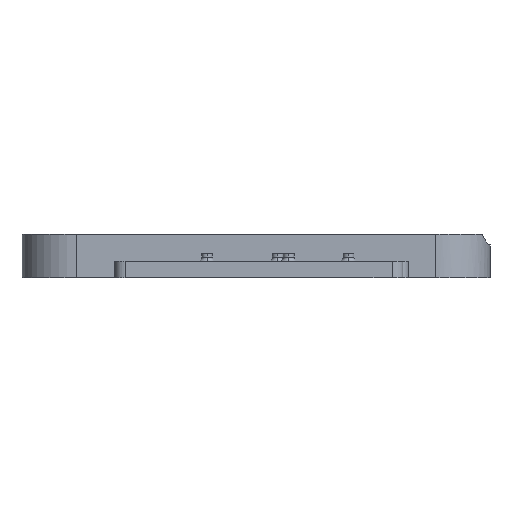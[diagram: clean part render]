
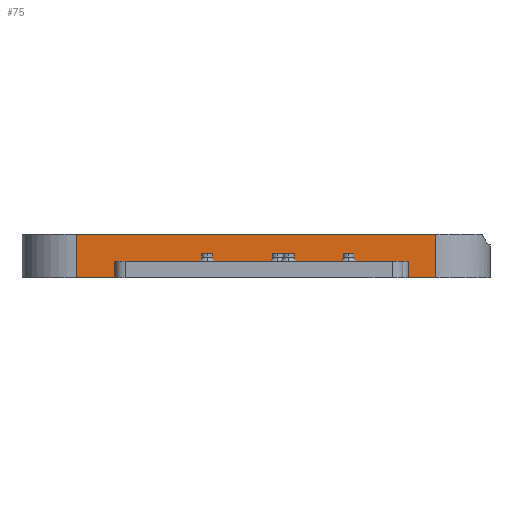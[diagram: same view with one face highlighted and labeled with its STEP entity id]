
A CAD part, left-side view. The second image highlights one B-rep face of the part: STEP entity #75.
In plain terms, the highlighted planar face has unit normal (-1, 0, 0).
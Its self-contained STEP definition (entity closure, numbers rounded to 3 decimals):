
#75=ADVANCED_FACE('',(#185),#1847,.T.);
#185=FACE_OUTER_BOUND('',#306,.T.);
#306=EDGE_LOOP('',(#524,#525,#526,#527));
#524=ORIENTED_EDGE('',*,*,#1031,.F.);
#525=ORIENTED_EDGE('',*,*,#1032,.F.);
#526=ORIENTED_EDGE('',*,*,#1030,.T.);
#527=ORIENTED_EDGE('',*,*,#1037,.F.);
#1030=EDGE_CURVE('',#1600,#1605,#1310,.T.);
#1031=EDGE_CURVE('',#1601,#1606,#1311,.T.);
#1032=EDGE_CURVE('',#1600,#1601,#1312,.T.);
#1037=EDGE_CURVE('',#1606,#1605,#1316,.T.);
#1310=B_SPLINE_CURVE_WITH_KNOTS('',1,(#2376,#2377),.UNSPECIFIED.,.F.,.F.,
(2,2),(-218.,-152.),.UNSPECIFIED.);
#1311=B_SPLINE_CURVE_WITH_KNOTS('',1,(#2378,#2379),.UNSPECIFIED.,.F.,.F.,
(2,2),(-218.,-152.),.UNSPECIFIED.);
#1312=B_SPLINE_CURVE_WITH_KNOTS('',1,(#2380,#2381),.UNSPECIFIED.,.F.,.F.,
(2,2),(0.,8.),.UNSPECIFIED.);
#1316=B_SPLINE_CURVE_WITH_KNOTS('',1,(#2391,#2392),.UNSPECIFIED.,.F.,.F.,
(2,2),(0.,8.),.UNSPECIFIED.);
#1600=VERTEX_POINT('',#2239);
#1601=VERTEX_POINT('',#2240);
#1605=VERTEX_POINT('',#2244);
#1606=VERTEX_POINT('',#2245);
#1847=PLANE('',#1978);
#1978=AXIS2_PLACEMENT_3D('',#2188,#2083,$);
#2083=DIRECTION('',(-1.,0.,0.));
#2188=CARTESIAN_POINT('',(-14.,-16.,0.));
#2239=CARTESIAN_POINT('',(-14.,-6.,0.));
#2240=CARTESIAN_POINT('',(-14.,-6.,-8.));
#2244=CARTESIAN_POINT('',(-14.,60.,0.));
#2245=CARTESIAN_POINT('',(-14.,60.,-8.));
#2376=CARTESIAN_POINT('',(-14.,-6.,0.));
#2377=CARTESIAN_POINT('',(-14.,60.,0.));
#2378=CARTESIAN_POINT('',(-14.,-6.,-8.));
#2379=CARTESIAN_POINT('',(-14.,60.,-8.));
#2380=CARTESIAN_POINT('',(-14.,-6.,0.));
#2381=CARTESIAN_POINT('',(-14.,-6.,-8.));
#2391=CARTESIAN_POINT('',(-14.,60.,-8.));
#2392=CARTESIAN_POINT('',(-14.,60.,0.));
